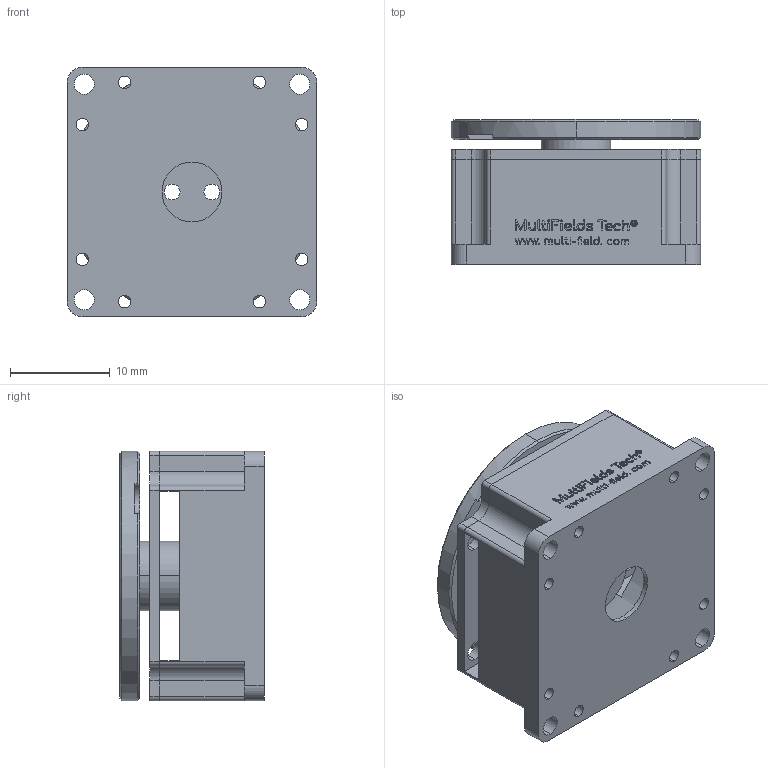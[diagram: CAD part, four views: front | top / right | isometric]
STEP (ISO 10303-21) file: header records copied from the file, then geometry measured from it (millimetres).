
FILE_DESCRIPTION (( 'STEP AP214' ), '1' );
FILE_NAME ('Rotator25_web.STEP', '2023-09-28T03:10:12', ( '' ), ( '' ), 'SwSTEP 2.0', 'SolidWorks 2020', '' );
FILE_SCHEMA (( 'AUTOMOTIVE_DESIGN' ));
Length unit declared in the file: millimetre
Products named in the file (1): Rotator25_web
Bounding box: 25 x 14.5 x 25 mm (x, y, z)
Volume: 3444.7 mm3; surface area: 5866.4 mm2
Topology: 4 solids, 4 shells, 1303 faces, 3683 edges, 2448 vertices
Faces by surface type: bspline 876, plane 297, cylinder 107, cone 23
Entity records: 62106 total; most frequent: CARTESIAN_POINT 19661, ORIENTED_EDGE 7366, EDGE_CURVE 3683, DIRECTION 3024, VERTEX_POINT 2448, B_SPLINE_CURVE_WITH_KNOTS 1756, LINE 1686, VECTOR 1686
